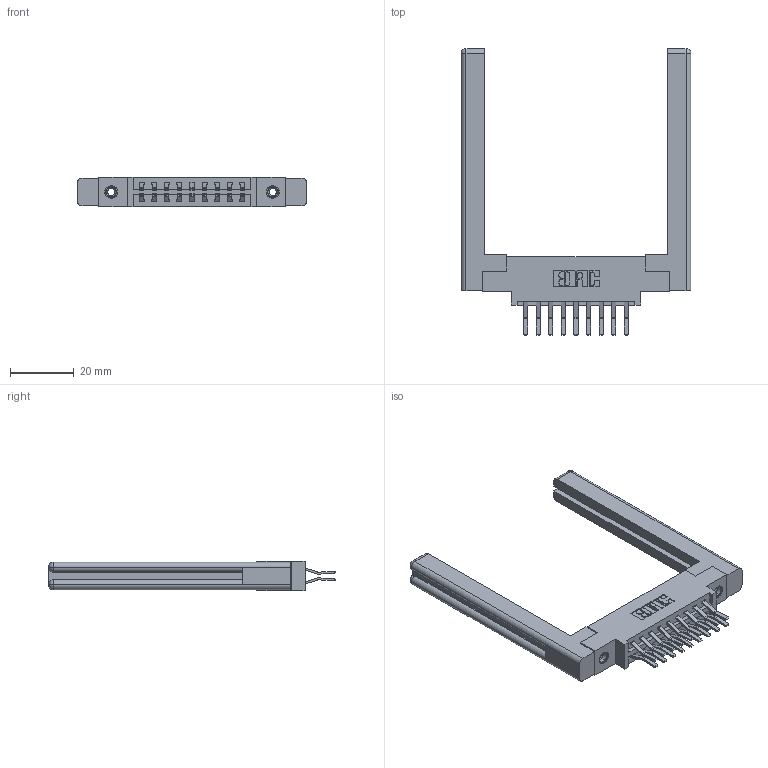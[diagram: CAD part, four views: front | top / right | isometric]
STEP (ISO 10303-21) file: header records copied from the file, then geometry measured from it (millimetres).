
FILE_DESCRIPTION (( 'STEP AP203' ), '1' );
FILE_NAME ('387-018-560-858.STEP', '2019-10-16T02:29:30', ( '' ), ( '' ), 'SwSTEP 2.0', 'SolidWorks 2016', '' );
FILE_SCHEMA (( 'CONFIG_CONTROL_DESIGN' ));
Length unit declared in the file: inch
Products named in the file (5): 345-250-001_345-250-001-102; 337 Part_0.170 Offset - 0.156 Dia-TI; 345-292-001_560 Tail; 387-018-560-858; 307-220-058
Assembly tree (23 placements, depth 2):
  387-018-560-858
    337 Part_0.170 Offset - 0.156 Dia-TI
    345-292-001_560 Tail  x18
    345-250-001_345-250-001-102  x2
    307-220-058  x2
Bounding box: 72.29 x 90.19 x 9.4 mm (x, y, z)
Volume: 14321.9 mm3; surface area: 13292 mm2
Topology: 23 solids, 23 shells, 1268 faces, 3683 edges, 2418 vertices
Faces by surface type: plane 842, cylinder 402, cone 12, torus 12
Entity records: 14100 total; most frequent: CARTESIAN_POINT 2413, ORIENTED_EDGE 2288, DIRECTION 2132, EDGE_CURVE 1144, VECTOR 964, LINE 964, VERTEX_POINT 754, AXIS2_PLACEMENT_3D 584
